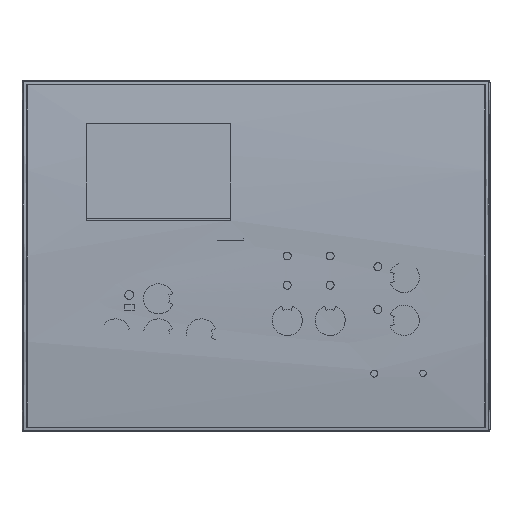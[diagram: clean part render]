
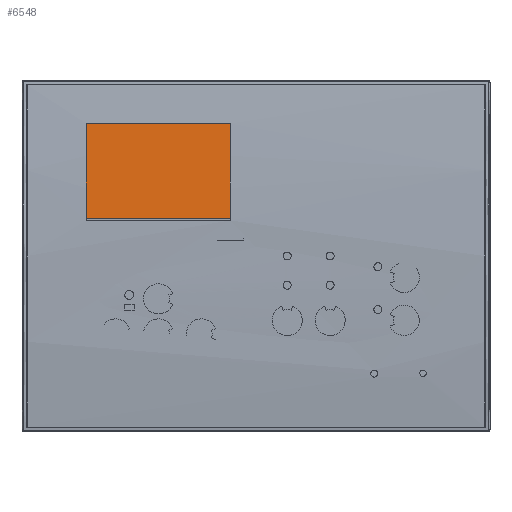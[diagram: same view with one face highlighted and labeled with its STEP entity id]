
A CAD part, front view. The second image highlights one B-rep face of the part: STEP entity #6548.
In plain terms, the highlighted planar face has unit normal (0, -0.999, 0.046).
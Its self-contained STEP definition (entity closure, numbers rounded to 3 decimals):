
#6548=ADVANCED_FACE('',(#9752),#8351,.T.);
#8351=PLANE('',#53307);
#9752=FACE_OUTER_BOUND('',#11506,.T.);
#11506=EDGE_LOOP('',(#14431,#14432,#14433,#14434));
#14431=ORIENTED_EDGE('',*,*,#33035,.F.);
#14432=ORIENTED_EDGE('',*,*,#33036,.T.);
#14433=ORIENTED_EDGE('',*,*,#33037,.F.);
#14434=ORIENTED_EDGE('',*,*,#33038,.F.);
#25865=VERTEX_POINT('',#70102);
#25866=VERTEX_POINT('',#70103);
#25867=VERTEX_POINT('',#70105);
#25868=VERTEX_POINT('',#70107);
#33035=EDGE_CURVE('',#25865,#25866,#41429,.T.);
#33036=EDGE_CURVE('',#25865,#25867,#41430,.T.);
#33037=EDGE_CURVE('',#25868,#25867,#41431,.T.);
#33038=EDGE_CURVE('',#25866,#25868,#41432,.T.);
#41429=LINE('',#70101,#47088);
#41430=LINE('',#70104,#47089);
#41431=LINE('',#70106,#47090);
#41432=LINE('',#70108,#47091);
#47088=VECTOR('',#57466,1.);
#47089=VECTOR('',#57467,1.);
#47090=VECTOR('',#57468,1.);
#47091=VECTOR('',#57469,1.);
#53307=AXIS2_PLACEMENT_3D('',#70109,#57470,#57471);
#57466=DIRECTION('',(0.,0.046,0.999));
#57467=DIRECTION('',(1.,0.,0.));
#57468=DIRECTION('',(0.,-0.046,-0.999));
#57469=DIRECTION('',(1.,0.,0.));
#57470=DIRECTION('',(0.,-0.999,0.046));
#57471=DIRECTION('',(-1.,0.,0.));
#70101=CARTESIAN_POINT('',(-88.5,-9.839,56.156));
#70102=CARTESIAN_POINT('',(-88.5,-11.534,19.07));
#70103=CARTESIAN_POINT('',(-88.5,-9.274,68.519));
#70104=CARTESIAN_POINT('',(-69.25,-11.534,19.07));
#70105=CARTESIAN_POINT('',(-11.5,-11.534,19.07));
#70106=CARTESIAN_POINT('',(-11.5,-10.969,31.432));
#70107=CARTESIAN_POINT('',(-11.5,-9.274,68.519));
#70108=CARTESIAN_POINT('',(-30.75,-9.274,68.519));
#70109=CARTESIAN_POINT('',(-50.,-10.475,42.246));
